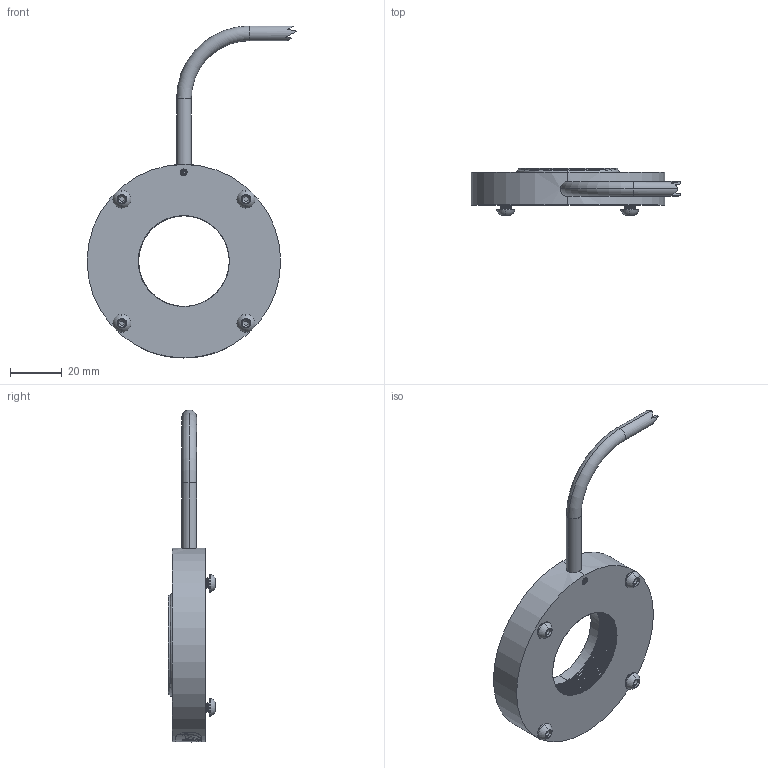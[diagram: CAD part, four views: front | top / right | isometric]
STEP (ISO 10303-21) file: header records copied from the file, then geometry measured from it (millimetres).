
FILE_DESCRIPTION (( 'STEP AP214' ), '1' );
FILE_NAME ('RL121_Default.stp', '2021-05-07T17:39:47', ( '' ), ( '' ), 'SwSTEP 2.0', 'SolidWorks 2018', '' );
FILE_SCHEMA (( 'AUTOMOTIVE_DESIGN' ));
Length unit declared in the file: inch
Products named in the file (8): 092408_TRUNCATED; 091052 RL121_Default<As Machined>; 090849; BH-M4x6; 093963; 090848; RL121_Default; 92505A070_92505A065
Assembly tree (10 placements, depth 2):
  RL121_Default
    090848
    92505A070_92505A065
    BH-M4x6  x4
    093963
    091052 RL121_Default<As Machined>
    090849
    092408_TRUNCATED
Bounding box: 81.27 x 18.31 x 128.68 mm (x, y, z)
Volume: 29408.7 mm3; surface area: 26835.1 mm2
Topology: 17 solids, 17 shells, 770 faces, 1950 edges, 1244 vertices
Faces by surface type: cylinder 332, plane 239, bspline 108, cone 71, torus 20
Entity records: 35473 total; most frequent: CARTESIAN_POINT 17262, ORIENTED_EDGE 3204, DIRECTION 2276, EDGE_CURVE 1602, VERTEX_POINT 1034, AXIS2_PLACEMENT_3D 815, EDGE_LOOP 680, VECTOR 646
